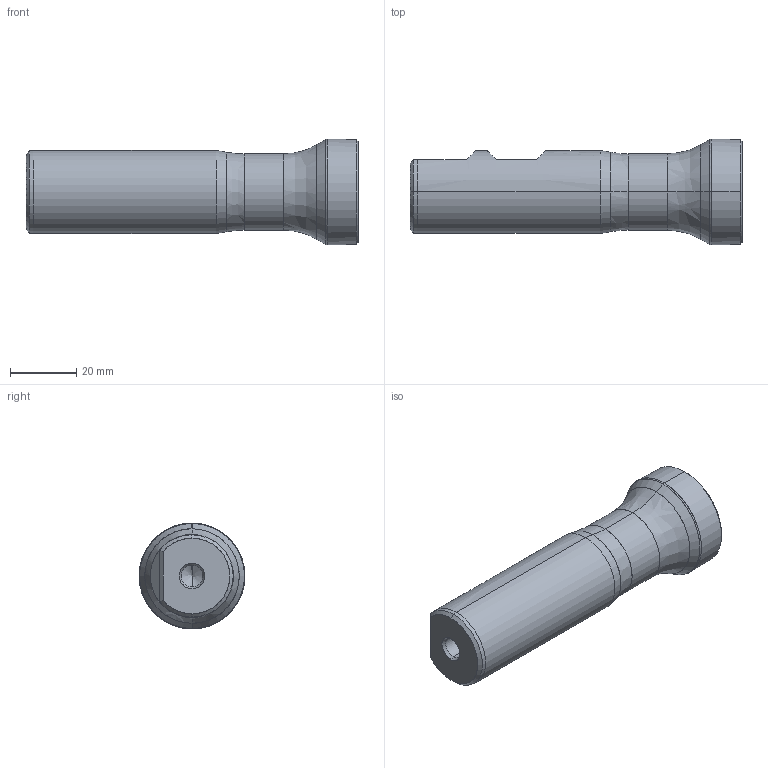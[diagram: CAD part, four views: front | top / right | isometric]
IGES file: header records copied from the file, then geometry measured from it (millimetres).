
Start section: SolidWorks IGES file using analytic representation for surfaces
Global section: file name: 90PP-32-328.IGS; native system: SolidWorks 2009; preprocessor: SolidWorks 2009; author: phk; date: 100111.115825; units: millimetre
Bounding box: 100 x 31.9 x 31.9 mm (x, y, z)
Surface area: 10849.6 mm2 (no closed solid volume)
Topology: 0 solids, 0 shells, 44 faces, 375 edges, 371 vertices
Faces by surface type: revolution 30, bspline 14
